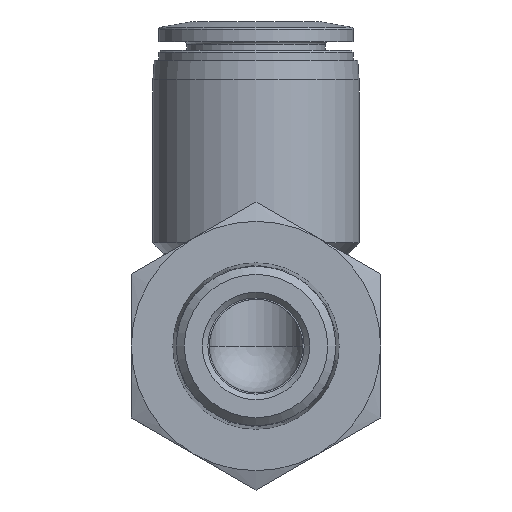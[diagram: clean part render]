
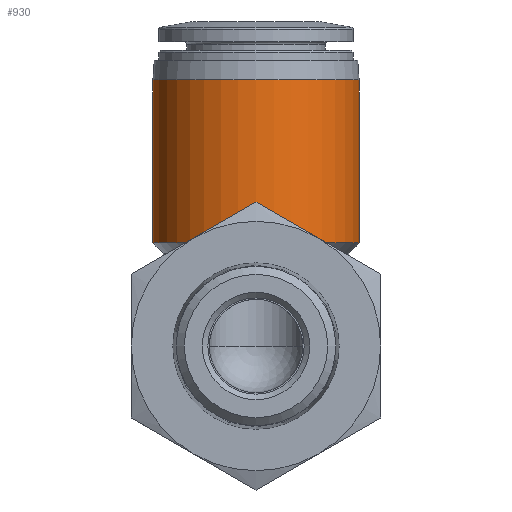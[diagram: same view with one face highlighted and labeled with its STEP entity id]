
A CAD part, front view. The second image highlights one B-rep face of the part: STEP entity #930.
In plain terms, the highlighted cylindrical face has radius 10.5 mm (diameter 21 mm), a full revolution.
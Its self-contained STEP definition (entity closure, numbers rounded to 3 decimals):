
#114=CIRCLE('',#1006,10.5);
#115=CIRCLE('',#1008,10.5);
#179=ORIENTED_EDGE('',*,*,#317,.F.);
#180=ORIENTED_EDGE('',*,*,#316,.T.);
#316=EDGE_CURVE('',#385,#385,#114,.T.);
#317=EDGE_CURVE('',#386,#386,#115,.T.);
#385=VERTEX_POINT('',#1360);
#386=VERTEX_POINT('',#1363);
#443=EDGE_LOOP('',(#179));
#444=EDGE_LOOP('',(#180));
#518=FACE_BOUND('',#443,.T.);
#519=FACE_BOUND('',#444,.T.);
#568=CYLINDRICAL_SURFACE('',#1007,10.5);
#930=ADVANCED_FACE('',(#518,#519),#568,.T.);
#1006=AXIS2_PLACEMENT_3D('',#1359,#1141,#1142);
#1007=AXIS2_PLACEMENT_3D('',#1361,#1143,#1144);
#1008=AXIS2_PLACEMENT_3D('',#1362,#1145,#1146);
#1141=DIRECTION('',(0.,0.,-1.));
#1142=DIRECTION('',(-1.,0.,0.));
#1143=DIRECTION('',(0.,0.,-1.));
#1144=DIRECTION('',(-1.,0.,0.));
#1145=DIRECTION('',(0.,0.,-1.));
#1146=DIRECTION('',(-1.,0.,0.));
#1359=CARTESIAN_POINT('',(0.,0.,27.1));
#1360=CARTESIAN_POINT('',(-10.5,0.,27.1));
#1361=CARTESIAN_POINT('',(0.,0.,0.));
#1362=CARTESIAN_POINT('',(0.,0.,10.5));
#1363=CARTESIAN_POINT('',(-10.5,0.,10.5));
